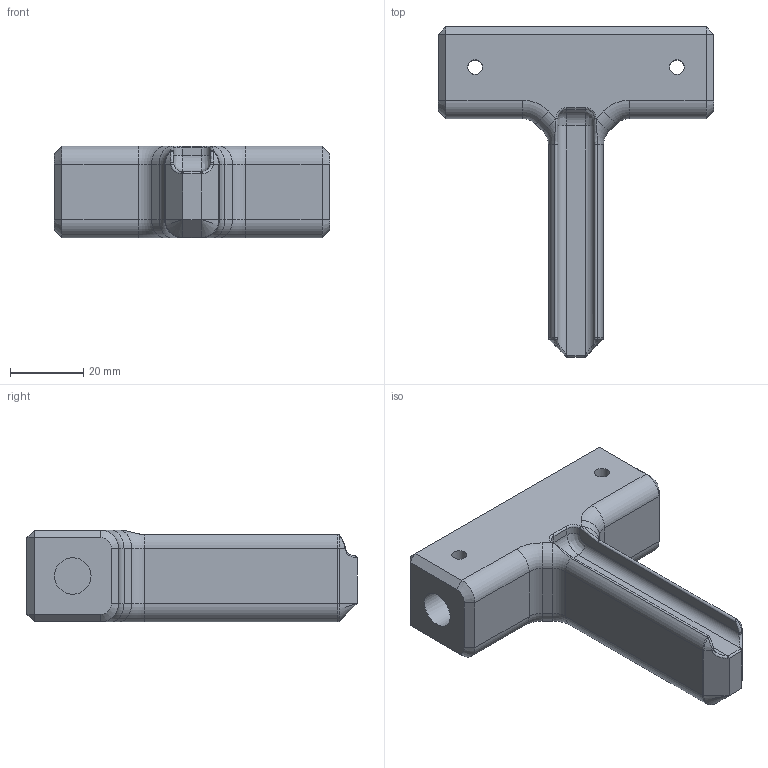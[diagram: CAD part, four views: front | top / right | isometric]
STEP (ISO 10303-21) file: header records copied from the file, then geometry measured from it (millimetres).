
FILE_DESCRIPTION(/* description */ (''),/* implementation_level */ '2;1');
FILE_NAME(/* name */ 'Holder v3.step',/* time_stamp */ '2024-06-28T16:44:20-04:00',/* author */ (''),/* organization */ (''),/* preprocessor_version */ 'ST-DEVELOPER v20',/* originating_system */ 'Autodesk Translation Framework v13.14.0.145',/* authorisation */ '');
FILE_SCHEMA (('AUTOMOTIVE_DESIGN { 1 0 10303 214 3 1 1 }'));
Length unit declared in the file: millimetre
Products named in the file (1): Holder
Bounding box: 75 x 90 x 25 mm (x, y, z)
Volume: 59126.1 mm3; surface area: 15080.4 mm2
Topology: 1 solids, 1 shells, 109 faces, 243 edges, 136 vertices
Faces by surface type: cylinder 36, plane 35, bspline 14, torus 14, cone 8, sphere 2
Full cylindrical faces by diameter (mm): 4 x4, 9.957 x2
Entity records: 3453 total; most frequent: CARTESIAN_POINT 1036, DIRECTION 513, ORIENTED_EDGE 482, EDGE_CURVE 241, AXIS2_PLACEMENT_3D 200, VERTEX_POINT 136, EDGE_LOOP 119, LINE 113
